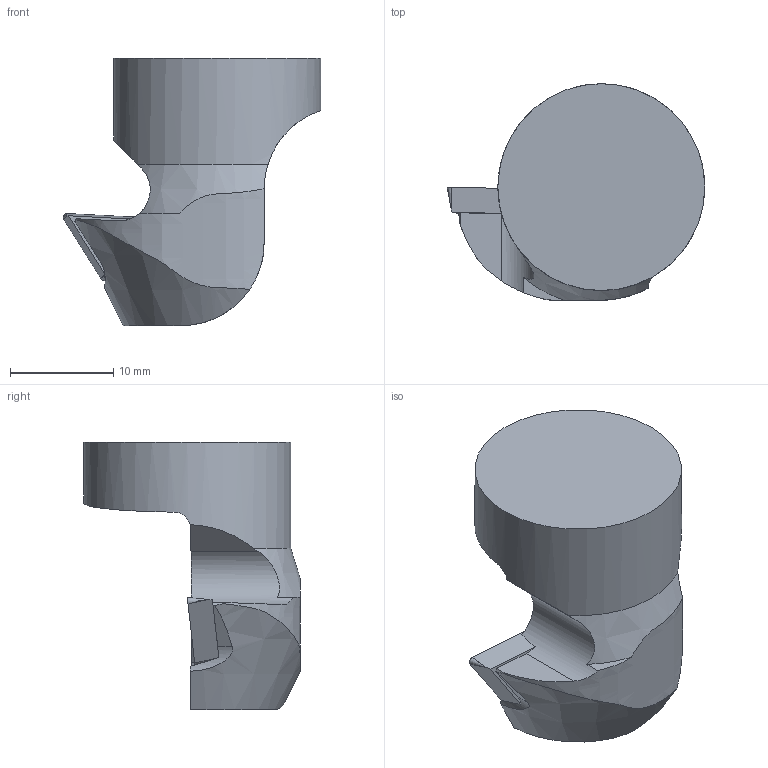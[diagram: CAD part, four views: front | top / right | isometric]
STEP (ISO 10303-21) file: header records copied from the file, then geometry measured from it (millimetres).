
FILE_DESCRIPTION(/* description */ (''),/* implementation_level */ '2;1');
FILE_NAME(/* name */ '1641544832129.stp',/* time_stamp */ '2022-01-07T14:10:46+06:00',/* author */ (''),/* organization */ ('SMS'),/* preprocessor_version */ 'ST-DEVELOPER v16.7',/* originating_system */ 'SIEMENS PLM Software NX 12.0',/* authorisation */ '');
FILE_SCHEMA (('AUTOMOTIVE_DESIGN { 1 0 10303 214 3 1 1 1 }'));
Length unit declared in the file: millimetre
Products named in the file (4): IsoTurningInsert; ASSEMBLY_CONSTRUCTION; 203883938mod000_00; 203883936mod000_00
Assembly tree (3 placements, depth 2):
  203883936mod000_00
    203883938mod000_00
    ASSEMBLY_CONSTRUCTION
    IsoTurningInsert
Bounding box: 24.9 x 20.91 x 25.84 mm (x, y, z)
Volume: 4326.4 mm3; surface area: 2058.1 mm2
Topology: 2 solids, 2 shells, 47 faces, 128 edges, 87 vertices
Faces by surface type: plane 22, cone 10, cylinder 9, torus 4, extrusion 1, sphere 1
Full cylindrical faces by diameter (mm): 2.8 x2, 3.45 x1, 20 x1
Entity records: 1731 total; most frequent: CARTESIAN_POINT 487, DIRECTION 237, ORIENTED_EDGE 208, EDGE_CURVE 104, AXIS2_PLACEMENT_3D 93, VERTEX_POINT 74, EDGE_LOOP 62, VECTOR 51
